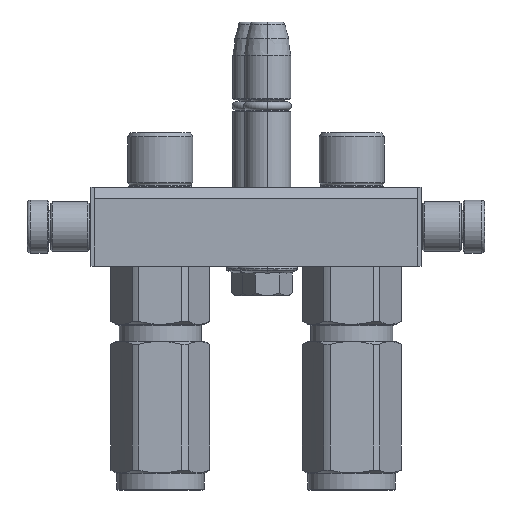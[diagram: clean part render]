
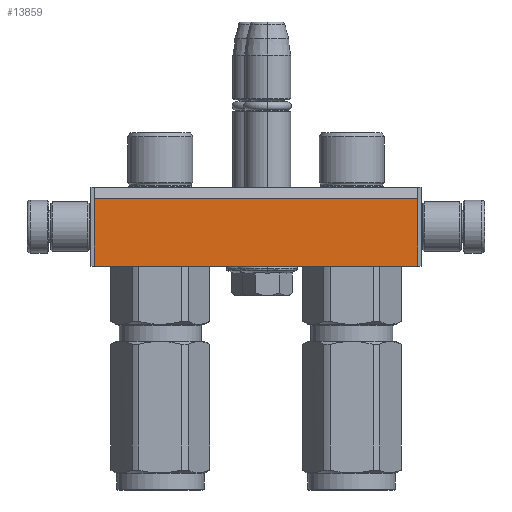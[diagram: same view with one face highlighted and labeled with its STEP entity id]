
A CAD part, left-side view. The second image highlights one B-rep face of the part: STEP entity #13859.
In plain terms, the highlighted face is planar.
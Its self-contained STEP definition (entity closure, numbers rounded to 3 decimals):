
#981 = EDGE_CURVE ( 'NONE', #29683, #41118, #27378, .T. ) ;
#1785 = DIRECTION ( 'NONE',  ( 1., 0., 0. ) ) ;
#2006 = DIRECTION ( 'NONE',  ( 0., 0., 1. ) ) ;
#3161 = EDGE_CURVE ( 'NONE', #29683, #7293, #25387, .T. ) ;
#5357 = ORIENTED_EDGE ( 'NONE', *, *, #12644, .T. ) ;
#6470 = CARTESIAN_POINT ( 'NONE',  ( -20., 3.464, 24. ) ) ;
#7293 = VERTEX_POINT ( 'NONE', #34906 ) ;
#9322 = DIRECTION ( 'NONE',  ( 1., 0., 0. ) ) ;
#11578 = CARTESIAN_POINT ( 'NONE',  ( 78., 24., 24. ) ) ;
#12071 = VECTOR ( 'NONE', #30819, 1000. ) ;
#12644 = EDGE_CURVE ( 'NONE', #7293, #37630, #34436, .T. ) ;
#13859 = ADVANCED_FACE ( 'NONE', ( #38007 ), #33560, .T. ) ;
#14522 = CARTESIAN_POINT ( 'NONE',  ( 78., 3.464, 24. ) ) ;
#15224 = CARTESIAN_POINT ( 'NONE',  ( -20., 3.464, 24. ) ) ;
#17557 = LINE ( 'NONE', #37011, #32758 ) ;
#18969 = CARTESIAN_POINT ( 'NONE',  ( -21., 0., 24. ) ) ;
#21124 = ORIENTED_EDGE ( 'NONE', *, *, #3161, .T. ) ;
#22338 = VECTOR ( 'NONE', #41601, 1000. ) ;
#24289 = CARTESIAN_POINT ( 'NONE',  ( -20., 24., 24. ) ) ;
#25387 = LINE ( 'NONE', #15224, #38565 ) ;
#27378 = LINE ( 'NONE', #6470, #22338 ) ;
#28580 = EDGE_CURVE ( 'NONE', #41118, #37630, #17557, .T. ) ;
#29683 = VERTEX_POINT ( 'NONE', #37770 ) ;
#29900 = ORIENTED_EDGE ( 'NONE', *, *, #981, .F. ) ;
#30819 = DIRECTION ( 'NONE',  ( 0., 1., 0. ) ) ;
#32758 = VECTOR ( 'NONE', #1785, 1000. ) ;
#33560 = PLANE ( 'NONE',  #41161 ) ;
#33883 = ORIENTED_EDGE ( 'NONE', *, *, #28580, .F. ) ;
#34129 = EDGE_LOOP ( 'NONE', ( #33883, #29900, #21124, #5357 ) ) ;
#34436 = LINE ( 'NONE', #14522, #12071 ) ;
#34906 = CARTESIAN_POINT ( 'NONE',  ( 78., 3.464, 24. ) ) ;
#37011 = CARTESIAN_POINT ( 'NONE',  ( -20., 24., 24. ) ) ;
#37630 = VERTEX_POINT ( 'NONE', #11578 ) ;
#37770 = CARTESIAN_POINT ( 'NONE',  ( -20., 3.464, 24. ) ) ;
#38007 = FACE_OUTER_BOUND ( 'NONE', #34129, .T. ) ;
#38565 = VECTOR ( 'NONE', #41293, 1000. ) ;
#41118 = VERTEX_POINT ( 'NONE', #24289 ) ;
#41161 = AXIS2_PLACEMENT_3D ( 'NONE', #18969, #2006, #9322 ) ;
#41293 = DIRECTION ( 'NONE',  ( 1., 0., 0. ) ) ;
#41601 = DIRECTION ( 'NONE',  ( 0., 1., 0. ) ) ;
